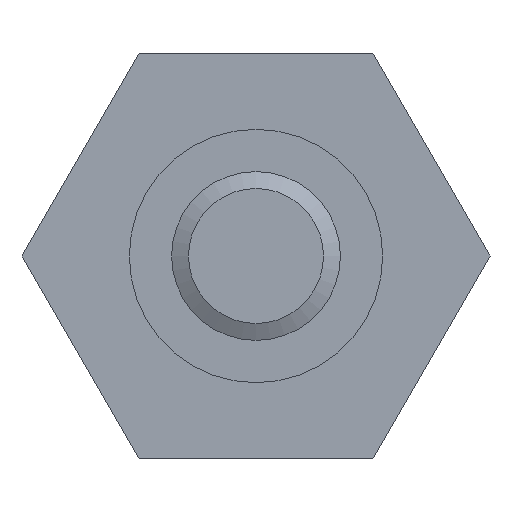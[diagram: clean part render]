
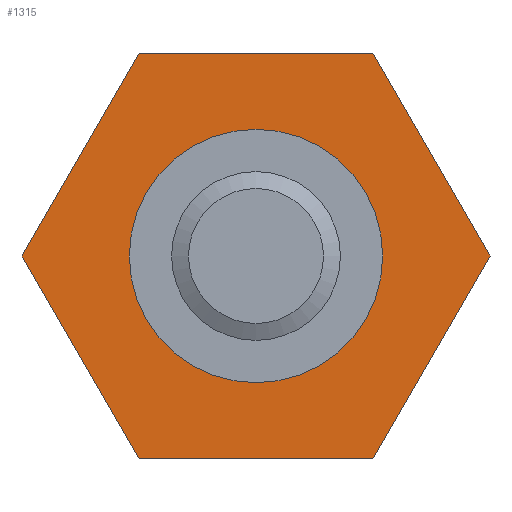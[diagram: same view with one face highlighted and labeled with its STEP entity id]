
A CAD part, front view. The second image highlights one B-rep face of the part: STEP entity #1315.
In plain terms, the highlighted planar face has unit normal (0, -1, 0).
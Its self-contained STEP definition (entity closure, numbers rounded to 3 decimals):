
#87=FACE_BOUND('',#199,.T.);
#99=PLANE('',#1428);
#119=FACE_OUTER_BOUND('',#198,.T.);
#198=EDGE_LOOP('',(#938,#939,#940,#941,#942,#943));
#199=EDGE_LOOP('',(#944));
#274=LINE('',#2137,#354);
#278=LINE('',#2145,#358);
#281=LINE('',#2151,#361);
#284=LINE('',#2157,#364);
#287=LINE('',#2163,#367);
#290=LINE('',#2168,#370);
#354=VECTOR('',#1648,1000.);
#358=VECTOR('',#1654,1000.);
#361=VECTOR('',#1659,1000.);
#364=VECTOR('',#1664,1000.);
#367=VECTOR('',#1669,1000.);
#370=VECTOR('',#1674,1000.);
#433=CIRCLE('',#1414,3.75);
#556=VERTEX_POINT('',#2119);
#561=VERTEX_POINT('',#2135);
#562=VERTEX_POINT('',#2136);
#565=VERTEX_POINT('',#2144);
#567=VERTEX_POINT('',#2150);
#569=VERTEX_POINT('',#2156);
#571=VERTEX_POINT('',#2162);
#693=EDGE_CURVE('',#556,#556,#433,.T.);
#700=EDGE_CURVE('',#561,#562,#274,.T.);
#704=EDGE_CURVE('',#562,#565,#278,.T.);
#707=EDGE_CURVE('',#565,#567,#281,.T.);
#710=EDGE_CURVE('',#567,#569,#284,.T.);
#713=EDGE_CURVE('',#569,#571,#287,.T.);
#716=EDGE_CURVE('',#571,#561,#290,.T.);
#938=ORIENTED_EDGE('',*,*,#700,.F.);
#939=ORIENTED_EDGE('',*,*,#716,.F.);
#940=ORIENTED_EDGE('',*,*,#713,.F.);
#941=ORIENTED_EDGE('',*,*,#710,.F.);
#942=ORIENTED_EDGE('',*,*,#707,.F.);
#943=ORIENTED_EDGE('',*,*,#704,.F.);
#944=ORIENTED_EDGE('',*,*,#693,.F.);
#1315=ADVANCED_FACE('',(#119,#87),#99,.F.);
#1414=AXIS2_PLACEMENT_3D('',#2121,#1630,#1631);
#1428=AXIS2_PLACEMENT_3D('',#2171,#1678,#1679);
#1630=DIRECTION('center_axis',(0.,-1.,0.));
#1631=DIRECTION('ref_axis',(0.,0.,-1.));
#1648=DIRECTION('',(0.5,0.,-0.866));
#1654=DIRECTION('',(-0.5,0.,-0.866));
#1659=DIRECTION('',(-1.,0.,0.));
#1664=DIRECTION('',(-0.5,0.,0.866));
#1669=DIRECTION('',(0.5,0.,0.866));
#1674=DIRECTION('',(1.,0.,0.));
#1678=DIRECTION('center_axis',(0.,1.,0.));
#1679=DIRECTION('ref_axis',(0.,0.,1.));
#2119=CARTESIAN_POINT('',(0.,-12.5,3.75));
#2121=CARTESIAN_POINT('Origin',(0.,-12.5,0.));
#2135=CARTESIAN_POINT('',(3.464,-12.5,6.));
#2136=CARTESIAN_POINT('',(6.928,-12.5,0.));
#2137=CARTESIAN_POINT('',(3.464,-12.5,6.));
#2144=CARTESIAN_POINT('',(3.464,-12.5,-6.));
#2145=CARTESIAN_POINT('',(6.928,-12.5,0.));
#2150=CARTESIAN_POINT('',(-3.464,-12.5,-6.));
#2151=CARTESIAN_POINT('',(3.464,-12.5,-6.));
#2156=CARTESIAN_POINT('',(-6.928,-12.5,0.));
#2157=CARTESIAN_POINT('',(-3.464,-12.5,-6.));
#2162=CARTESIAN_POINT('',(-3.464,-12.5,6.));
#2163=CARTESIAN_POINT('',(-6.928,-12.5,0.));
#2168=CARTESIAN_POINT('',(-3.464,-12.5,6.));
#2171=CARTESIAN_POINT('Origin',(0.,-12.5,0.));
